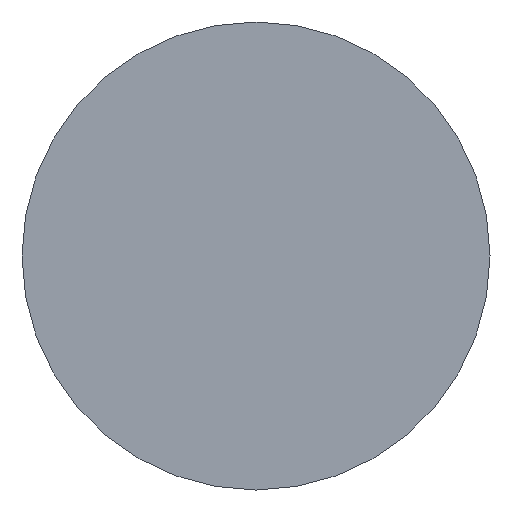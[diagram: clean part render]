
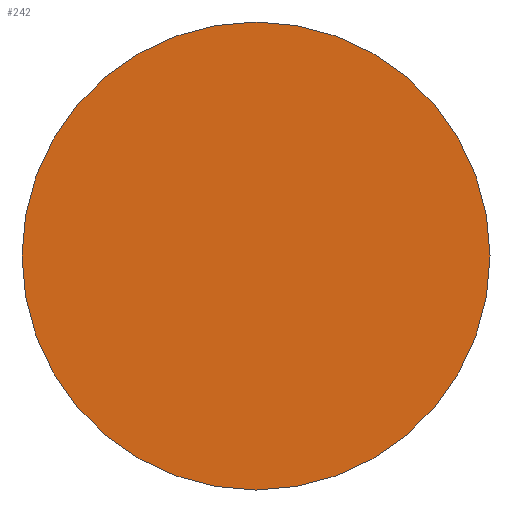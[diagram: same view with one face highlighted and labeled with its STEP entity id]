
A CAD part, left-side view. The second image highlights one B-rep face of the part: STEP entity #242.
In plain terms, the highlighted planar face has unit normal (-1, 0, 0).
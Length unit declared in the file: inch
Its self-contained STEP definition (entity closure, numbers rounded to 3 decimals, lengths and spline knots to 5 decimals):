
#80 = AXIS2_PLACEMENT_3D ( 'NONE', #409, #647, #638 ) ;
#139 = CIRCLE ( 'NONE', #468, 0.03675 ) ;
#140 = VERTEX_POINT ( 'NONE', #464 ) ;
#208 = EDGE_LOOP ( 'NONE', ( #724 ) ) ;
#242 = ADVANCED_FACE ( 'NONE', ( #376 ), #730, .F. ) ;
#282 = EDGE_CURVE ( 'NONE', #140, #140, #139, .T. ) ;
#293 = DIRECTION ( 'NONE',  ( 0., 0., -1. ) ) ;
#365 = CARTESIAN_POINT ( 'NONE',  ( 0., 0., 0. ) ) ;
#376 = FACE_OUTER_BOUND ( 'NONE', #208, .T. ) ;
#409 = CARTESIAN_POINT ( 'NONE',  ( 0., -0.03675, 0. ) ) ;
#464 = CARTESIAN_POINT ( 'NONE',  ( 0., 0., -0.03675 ) ) ;
#468 = AXIS2_PLACEMENT_3D ( 'NONE', #365, #505, #293 ) ;
#505 = DIRECTION ( 'NONE',  ( 1., 0., 0. ) ) ;
#638 = DIRECTION ( 'NONE',  ( 0., 0., -1. ) ) ;
#647 = DIRECTION ( 'NONE',  ( 1., 0., 0. ) ) ;
#724 = ORIENTED_EDGE ( 'NONE', *, *, #282, .F. ) ;
#730 = PLANE ( 'NONE',  #80 ) ;
